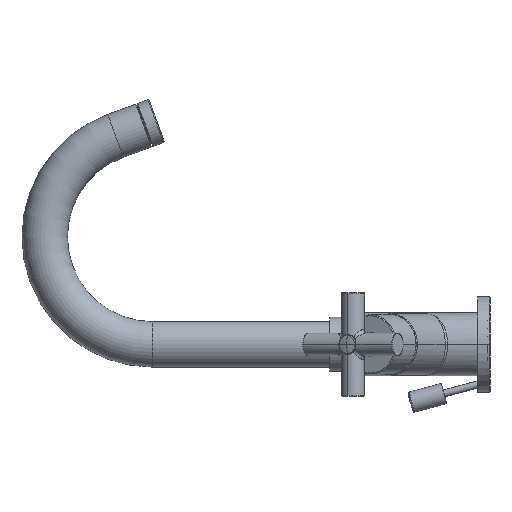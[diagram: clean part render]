
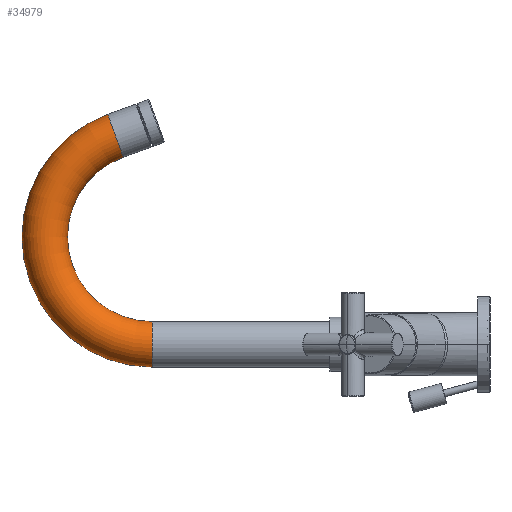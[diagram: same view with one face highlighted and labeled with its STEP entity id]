
A CAD part, left-side view. The second image highlights one B-rep face of the part: STEP entity #34979.
In plain terms, the highlighted toroidal (fillet/blend) face has major radius 61.438 mm and minor radius 13 mm.
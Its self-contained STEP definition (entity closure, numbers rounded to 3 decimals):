
#34898=CARTESIAN_POINT('Vertex',(0.,188.,-13.)) ;
#34905=CARTESIAN_POINT('Vertex',(0.,188.,13.)) ;
#34920=CARTESIAN_POINT('Axis2P3D Location',(0.,188.,0.)) ;
#34937=CARTESIAN_POINT('Axis2P3D Location',(0.,188.,61.438)) ;
#34941=CARTESIAN_POINT('Vertex',(0.,213.459,131.388)) ;
#34948=CARTESIAN_POINT('Vertex',(0.,204.567,106.956)) ;
#34951=CARTESIAN_POINT('Axis2P3D Location',(0.,188.,61.438)) ;
#34963=CARTESIAN_POINT('Axis2P3D Location',(0.,188.,61.438)) ;
#34968=CARTESIAN_POINT('Axis2P3D Location',(0.,209.013,119.172)) ;
#34921=DIRECTION('Axis2P3D Direction',(0.,1.,0.)) ;
#34938=DIRECTION('Axis2P3D Direction',(1.,-0.,0.)) ;
#34952=DIRECTION('Axis2P3D Direction',(1.,-0.,0.)) ;
#34964=DIRECTION('Axis2P3D Direction',(1.,0.,0.)) ;
#34965=DIRECTION('Axis2P3D XDirection',(0.,0.,-1.)) ;
#34969=DIRECTION('Axis2P3D Direction',(0.,0.94,-0.342)) ;
#34922=AXIS2_PLACEMENT_3D('Circle Axis2P3D',#34920,#34921,$) ;
#34939=AXIS2_PLACEMENT_3D('Circle Axis2P3D',#34937,#34938,$) ;
#34953=AXIS2_PLACEMENT_3D('Circle Axis2P3D',#34951,#34952,$) ;
#34966=AXIS2_PLACEMENT_3D('Torus Axis2P3D',#34963,#34964,#34965) ;
#34970=AXIS2_PLACEMENT_3D('Circle Axis2P3D',#34968,#34969,$) ;
#34923=CIRCLE('generated circle',#34922,13.) ;
#34940=CIRCLE('generated circle',#34939,74.438) ;
#34954=CIRCLE('generated circle',#34953,48.438) ;
#34971=CIRCLE('generated circle',#34970,13.) ;
#34967=TOROIDAL_SURFACE('homeo Torus',#34966,61.438,13.) ;
#34924=EDGE_CURVE('',#34899,#34906,#34923,.T.) ;
#34943=EDGE_CURVE('',#34899,#34942,#34940,.T.) ;
#34955=EDGE_CURVE('',#34906,#34949,#34954,.T.) ;
#34972=EDGE_CURVE('',#34942,#34949,#34971,.F.) ;
#34974=ORIENTED_EDGE('',*,*,#34955,.T.) ;
#34975=ORIENTED_EDGE('',*,*,#34972,.F.) ;
#34976=ORIENTED_EDGE('',*,*,#34943,.F.) ;
#34977=ORIENTED_EDGE('',*,*,#34924,.T.) ;
#34973=EDGE_LOOP('',(#34974,#34975,#34976,#34977)) ;
#34899=VERTEX_POINT('',#34898) ;
#34906=VERTEX_POINT('',#34905) ;
#34942=VERTEX_POINT('',#34941) ;
#34949=VERTEX_POINT('',#34948) ;
#34979=ADVANCED_FACE('14\\MANIFOLD_SOLID_BREP #18282',(#34978),#34967,.T.) ;
#34978=FACE_OUTER_BOUND('',#34973,.T.) ;
